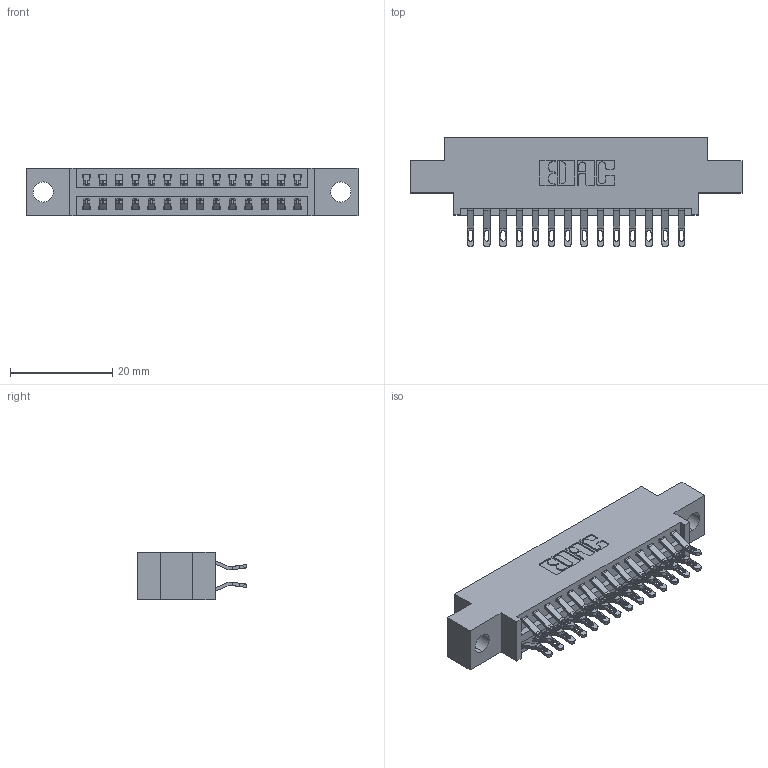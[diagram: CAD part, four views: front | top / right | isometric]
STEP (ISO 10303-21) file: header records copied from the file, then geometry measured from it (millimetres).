
FILE_DESCRIPTION (( 'STEP AP203' ), '1' );
FILE_NAME ('346-028-555-804.STEP', '2022-05-19T04:58:13', ( '' ), ( '' ), 'SwSTEP 2.0', 'SolidWorks 2020', '' );
FILE_SCHEMA (( 'CONFIG_CONTROL_DESIGN' ));
Length unit declared in the file: inch
Products named in the file (3): 346 Part_0.170 Offset - 0.156 Dia-TH; 345-292-001_555 Tail; 346-028-555-804
Assembly tree (29 placements, depth 2):
  346-028-555-804
    346 Part_0.170 Offset - 0.156 Dia-TH
    345-292-001_555 Tail  x28
Bounding box: 65.02 x 21.46 x 9.4 mm (x, y, z)
Volume: 5943.8 mm3; surface area: 8047.1 mm2
Topology: 29 solids, 29 shells, 1764 faces, 5501 edges, 3666 vertices
Faces by surface type: plane 1018, cylinder 746
Entity records: 13783 total; most frequent: CARTESIAN_POINT 2352, ORIENTED_EDGE 2254, DIRECTION 2091, EDGE_CURVE 1127, VECTOR 919, LINE 919, VERTEX_POINT 750, AXIS2_PLACEMENT_3D 586
